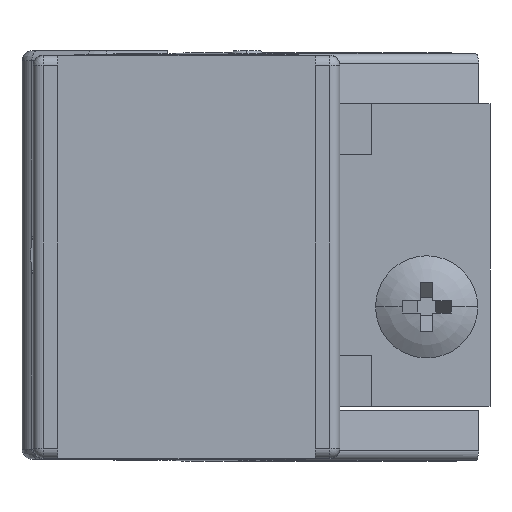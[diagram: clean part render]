
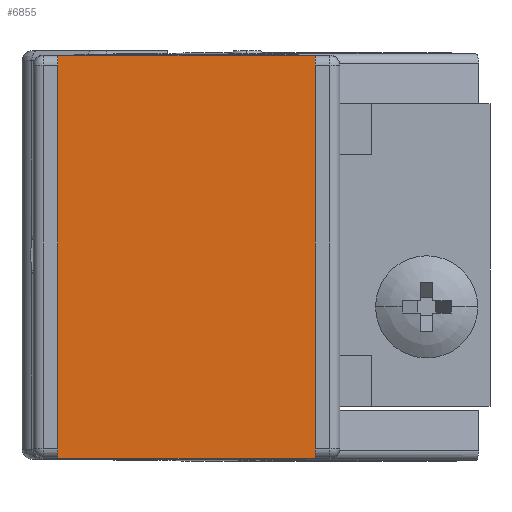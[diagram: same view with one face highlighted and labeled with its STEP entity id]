
A CAD part, left-side view. The second image highlights one B-rep face of the part: STEP entity #6855.
In plain terms, the highlighted planar face has unit normal (-1, 0, 0).
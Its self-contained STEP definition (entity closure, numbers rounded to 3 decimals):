
#4235=DIRECTION('',(0.,-1.,0.));
#4236=VECTOR('',#4235,19.721);
#4237=CARTESIAN_POINT('',(-9.5,19.86,-2.3));
#4238=LINE('',#4237,#4236);
#4249=DIRECTION('',(0.,0.,-1.));
#4250=VECTOR('',#4249,12.6);
#4251=CARTESIAN_POINT('',(-9.5,19.86,10.3));
#4252=LINE('',#4251,#4250);
#4256=DIRECTION('',(0.,-1.,0.));
#4257=VECTOR('',#4256,19.721);
#4258=CARTESIAN_POINT('',(-9.5,19.86,10.3));
#4259=LINE('',#4258,#4257);
#4263=DIRECTION('',(0.,0.,-1.));
#4264=VECTOR('',#4263,12.6);
#4265=CARTESIAN_POINT('',(-9.5,0.14,10.3));
#4266=LINE('',#4265,#4264);
#5718=CARTESIAN_POINT('',(-9.5,0.14,10.3));
#5719=CARTESIAN_POINT('',(-9.5,0.14,-2.3));
#5720=VERTEX_POINT('',#5718);
#5721=VERTEX_POINT('',#5719);
#5724=CARTESIAN_POINT('',(-9.5,19.86,10.3));
#5725=CARTESIAN_POINT('',(-9.5,19.86,-2.3));
#5726=VERTEX_POINT('',#5724);
#5727=VERTEX_POINT('',#5725);
#6843=CARTESIAN_POINT('',(-9.5,20.,10.3));
#6844=DIRECTION('',(1.,0.,0.));
#6845=DIRECTION('',(0.,0.,-1.));
#6846=AXIS2_PLACEMENT_3D('',#6843,#6844,#6845);
#6847=PLANE('',#6846);
#6848=ORIENTED_EDGE('',*,*,#6412,.F.);
#6850=ORIENTED_EDGE('',*,*,#6849,.T.);
#6851=ORIENTED_EDGE('',*,*,#6131,.T.);
#6852=ORIENTED_EDGE('',*,*,#6833,.F.);
#6853=EDGE_LOOP('',(#6848,#6850,#6851,#6852));
#6854=FACE_OUTER_BOUND('',#6853,.F.);
#6855=ADVANCED_FACE('',(#6854),#6847,.F.);
#6131=EDGE_CURVE('',#5720,#5721,#4266,.T.);
#6412=EDGE_CURVE('',#5726,#5727,#4252,.T.);
#6833=EDGE_CURVE('',#5727,#5721,#4238,.T.);
#6849=EDGE_CURVE('',#5726,#5720,#4259,.T.);
